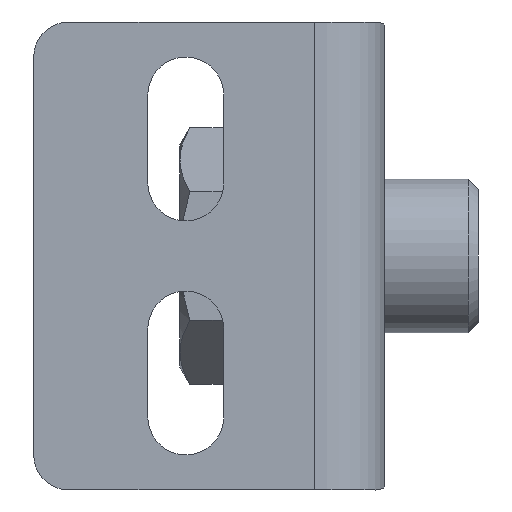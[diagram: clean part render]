
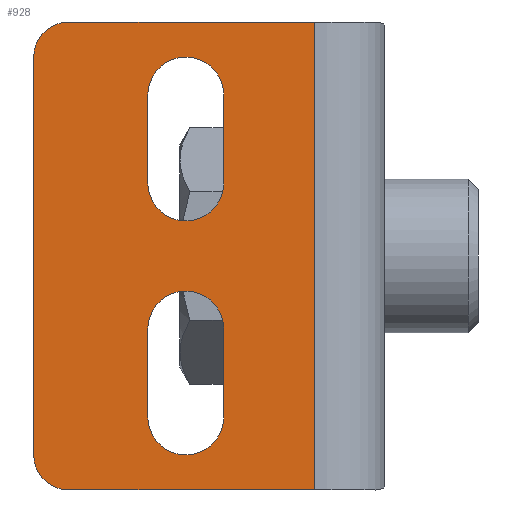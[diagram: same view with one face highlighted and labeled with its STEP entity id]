
A CAD part, front view. The second image highlights one B-rep face of the part: STEP entity #928.
In plain terms, the highlighted planar face has unit normal (0, -1, 0).
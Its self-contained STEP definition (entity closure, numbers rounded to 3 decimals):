
#135=PLANE('',#1011);
#152=VECTOR('',#1479,1.);
#167=VECTOR('',#1516,1.);
#171=VECTOR('',#1525,1.);
#175=VECTOR('',#1534,1.);
#178=VECTOR('',#1588,1.);
#179=VECTOR('',#1591,1.);
#180=VECTOR('',#1592,1.);
#181=VECTOR('',#1593,1.);
#205=LINE('',#1187,#152);
#220=LINE('',#1236,#167);
#224=LINE('',#1246,#171);
#228=LINE('',#1256,#175);
#231=LINE('',#1375,#178);
#232=LINE('',#1378,#179);
#233=LINE('',#1380,#180);
#234=LINE('',#1382,#181);
#291=VERTEX_POINT('',#1188);
#292=VERTEX_POINT('',#1189);
#296=VERTEX_POINT('',#1198);
#298=VERTEX_POINT('',#1202);
#299=VERTEX_POINT('',#1206);
#312=VERTEX_POINT('',#1235);
#313=VERTEX_POINT('',#1237);
#314=VERTEX_POINT('',#1241);
#315=VERTEX_POINT('',#1243);
#316=VERTEX_POINT('',#1247);
#317=VERTEX_POINT('',#1248);
#318=VERTEX_POINT('',#1253);
#329=VERTEX_POINT('',#1377);
#330=VERTEX_POINT('',#1379);
#331=VERTEX_POINT('',#1381);
#332=VERTEX_POINT('',#1383);
#354=CIRCLE('',#968,3.25);
#355=CIRCLE('',#970,3.25);
#361=CIRCLE('',#979,3.25);
#362=CIRCLE('',#982,3.25);
#375=CIRCLE('',#1012,3.);
#376=CIRCLE('',#1013,3.);
#414=EDGE_CURVE('',#291,#292,#205,.T.);
#421=EDGE_CURVE('',#296,#298,#354,.T.);
#422=EDGE_CURVE('',#299,#291,#355,.T.);
#439=EDGE_CURVE('',#312,#313,#220,.T.);
#443=EDGE_CURVE('',#314,#315,#361,.T.);
#444=EDGE_CURVE('',#316,#317,#224,.T.);
#447=EDGE_CURVE('',#318,#316,#362,.T.);
#449=EDGE_CURVE('',#315,#318,#228,.T.);
#477=EDGE_CURVE('',#317,#314,#361,.T.);
#478=EDGE_CURVE('',#292,#296,#354,.T.);
#479=EDGE_CURVE('',#298,#299,#231,.T.);
#480=EDGE_CURVE('',#329,#312,#375,.T.);
#481=EDGE_CURVE('',#329,#330,#232,.T.);
#482=EDGE_CURVE('',#330,#331,#233,.T.);
#483=EDGE_CURVE('',#332,#331,#234,.T.);
#484=EDGE_CURVE('',#313,#332,#376,.T.);
#661=ORIENTED_EDGE('',*,*,#477,.T.);
#662=ORIENTED_EDGE('',*,*,#443,.T.);
#663=ORIENTED_EDGE('',*,*,#449,.T.);
#664=ORIENTED_EDGE('',*,*,#447,.T.);
#665=ORIENTED_EDGE('',*,*,#444,.T.);
#666=ORIENTED_EDGE('',*,*,#478,.T.);
#667=ORIENTED_EDGE('',*,*,#421,.T.);
#668=ORIENTED_EDGE('',*,*,#479,.T.);
#669=ORIENTED_EDGE('',*,*,#422,.T.);
#670=ORIENTED_EDGE('',*,*,#414,.T.);
#671=ORIENTED_EDGE('',*,*,#480,.F.);
#672=ORIENTED_EDGE('',*,*,#481,.T.);
#673=ORIENTED_EDGE('',*,*,#482,.T.);
#674=ORIENTED_EDGE('',*,*,#483,.F.);
#675=ORIENTED_EDGE('',*,*,#484,.F.);
#676=ORIENTED_EDGE('',*,*,#439,.F.);
#807=EDGE_LOOP('',(#661,#662,#663,#664,#665));
#808=EDGE_LOOP('',(#666,#667,#668,#669,#670));
#809=EDGE_LOOP('',(#671,#672,#673,#674,#675,#676));
#871=FACE_BOUND('',#807,.T.);
#872=FACE_BOUND('',#808,.T.);
#873=FACE_BOUND('',#809,.T.);
#928=ADVANCED_FACE('',(#871,#872,#873),#135,.T.);
#968=AXIS2_PLACEMENT_3D('',#1203,#1489,#1490);
#970=AXIS2_PLACEMENT_3D('',#1205,#1493,#1494);
#979=AXIS2_PLACEMENT_3D('',#1244,#1522,#1523);
#982=AXIS2_PLACEMENT_3D('',#1252,#1530,#1531);
#1011=AXIS2_PLACEMENT_3D('',#1374,#1587,$);
#1012=AXIS2_PLACEMENT_3D('',#1376,#1589,#1590);
#1013=AXIS2_PLACEMENT_3D('',#1384,#1594,#1595);
#1187=CARTESIAN_POINT('',(16.25,0.,-6.25));
#1188=CARTESIAN_POINT('',(16.25,0.,-6.25));
#1189=CARTESIAN_POINT('',(16.25,0.,-13.75));
#1198=CARTESIAN_POINT('',(13.,0.,-17.));
#1202=CARTESIAN_POINT('',(9.75,0.,-13.75));
#1203=CARTESIAN_POINT('',(13.,0.,-13.75));
#1205=CARTESIAN_POINT('',(13.,0.,-6.25));
#1206=CARTESIAN_POINT('',(9.75,0.,-6.25));
#1235=CARTESIAN_POINT('',(0.,0.,-37.));
#1236=CARTESIAN_POINT('',(0.,0.,-37.));
#1237=CARTESIAN_POINT('',(0.,0.,-3.));
#1241=CARTESIAN_POINT('',(13.,0.,-37.));
#1243=CARTESIAN_POINT('',(9.75,0.,-33.75));
#1244=CARTESIAN_POINT('',(13.,0.,-33.75));
#1246=CARTESIAN_POINT('',(16.25,0.,-26.25));
#1247=CARTESIAN_POINT('',(16.25,0.,-26.25));
#1248=CARTESIAN_POINT('',(16.25,0.,-33.75));
#1252=CARTESIAN_POINT('',(13.,0.,-26.25));
#1253=CARTESIAN_POINT('',(9.75,0.,-26.25));
#1256=CARTESIAN_POINT('',(9.75,0.,-33.75));
#1374=CARTESIAN_POINT('',(0.,0.,-40.));
#1375=CARTESIAN_POINT('',(9.75,0.,-13.75));
#1376=CARTESIAN_POINT('',(3.,0.,-37.));
#1377=CARTESIAN_POINT('',(3.,0.,-40.));
#1378=CARTESIAN_POINT('',(3.,0.,-40.));
#1379=CARTESIAN_POINT('',(24.,0.,-40.));
#1380=CARTESIAN_POINT('',(24.,0.,-40.));
#1381=CARTESIAN_POINT('',(24.,0.,0.));
#1382=CARTESIAN_POINT('',(3.,0.,0.));
#1383=CARTESIAN_POINT('',(3.,0.,0.));
#1384=CARTESIAN_POINT('',(3.,0.,-3.));
#1479=DIRECTION('',(0.,0.,-1.));
#1489=DIRECTION('',(0.,1.,0.));
#1490=DIRECTION('',(3.25,0.,0.));
#1493=DIRECTION('',(0.,1.,0.));
#1494=DIRECTION('',(3.25,0.,0.));
#1516=DIRECTION('',(0.,0.,1.));
#1522=DIRECTION('',(0.,1.,0.));
#1523=DIRECTION('',(3.25,0.,0.));
#1525=DIRECTION('',(0.,0.,-1.));
#1530=DIRECTION('',(0.,1.,0.));
#1531=DIRECTION('',(3.25,0.,0.));
#1534=DIRECTION('',(0.,0.,1.));
#1587=DIRECTION('',(0.,-1.,0.));
#1588=DIRECTION('',(0.,0.,1.));
#1589=DIRECTION('',(0.,1.,0.));
#1590=DIRECTION('',(3.,0.,0.));
#1591=DIRECTION('',(1.,0.,0.));
#1592=DIRECTION('',(0.,0.,1.));
#1593=DIRECTION('',(1.,0.,0.));
#1594=DIRECTION('',(0.,1.,0.));
#1595=DIRECTION('',(3.,0.,0.));
